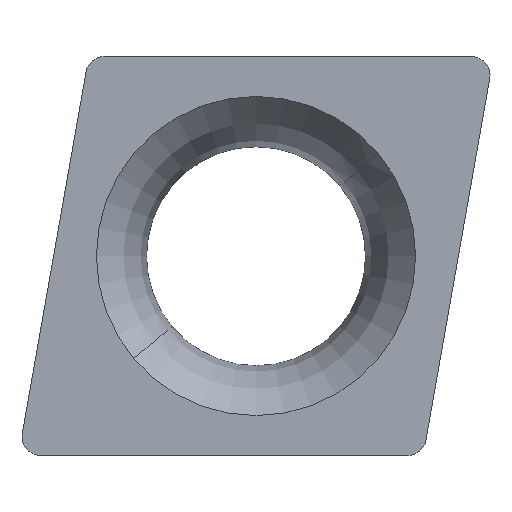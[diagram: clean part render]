
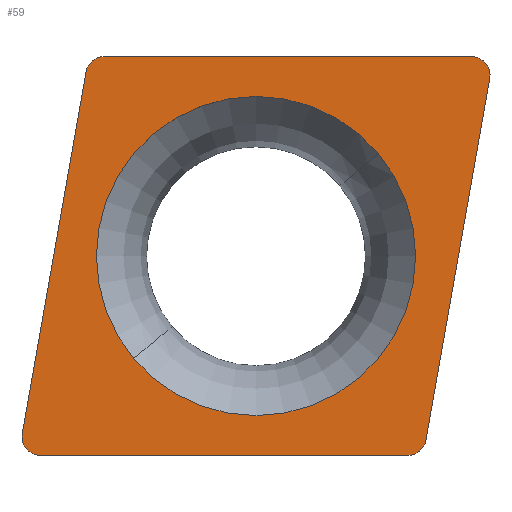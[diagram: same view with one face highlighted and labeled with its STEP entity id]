
A CAD part, top view. The second image highlights one B-rep face of the part: STEP entity #59.
In plain terms, the highlighted planar face has unit normal (0, 0, 1).
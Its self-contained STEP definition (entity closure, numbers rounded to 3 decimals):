
#59=ADVANCED_FACE('',(#81,#82),#75,.T.);
#75=PLANE('',#426);
#81=FACE_BOUND('',#85,.T.);
#82=FACE_BOUND('',#86,.T.);
#85=EDGE_LOOP('',(#103,#104,#105,#106,#107,#108,#109,#110,#111,#112));
#86=EDGE_LOOP('',(#113,#114));
#103=ORIENTED_EDGE('',*,*,#209,.T.);
#104=ORIENTED_EDGE('',*,*,#210,.T.);
#105=ORIENTED_EDGE('',*,*,#211,.T.);
#106=ORIENTED_EDGE('',*,*,#212,.T.);
#107=ORIENTED_EDGE('',*,*,#213,.T.);
#108=ORIENTED_EDGE('',*,*,#214,.T.);
#109=ORIENTED_EDGE('',*,*,#215,.T.);
#110=ORIENTED_EDGE('',*,*,#216,.T.);
#111=ORIENTED_EDGE('',*,*,#217,.T.);
#112=ORIENTED_EDGE('',*,*,#218,.T.);
#113=ORIENTED_EDGE('',*,*,#219,.T.);
#114=ORIENTED_EDGE('',*,*,#220,.T.);
#183=VERTEX_POINT('',#579);
#184=VERTEX_POINT('',#580);
#185=VERTEX_POINT('',#582);
#186=VERTEX_POINT('',#584);
#187=VERTEX_POINT('',#586);
#188=VERTEX_POINT('',#588);
#189=VERTEX_POINT('',#590);
#190=VERTEX_POINT('',#592);
#191=VERTEX_POINT('',#594);
#192=VERTEX_POINT('',#596);
#193=VERTEX_POINT('',#599);
#194=VERTEX_POINT('',#600);
#209=EDGE_CURVE('',#183,#184,#255,.T.);
#210=EDGE_CURVE('',#184,#185,#311,.T.);
#211=EDGE_CURVE('',#185,#186,#256,.T.);
#212=EDGE_CURVE('',#186,#187,#257,.T.);
#213=EDGE_CURVE('',#187,#188,#312,.T.);
#214=EDGE_CURVE('',#188,#189,#258,.T.);
#215=EDGE_CURVE('',#189,#190,#313,.T.);
#216=EDGE_CURVE('',#190,#191,#259,.T.);
#217=EDGE_CURVE('',#191,#192,#260,.T.);
#218=EDGE_CURVE('',#192,#183,#314,.T.);
#219=EDGE_CURVE('',#193,#194,#261,.T.);
#220=EDGE_CURVE('',#194,#193,#262,.T.);
#255=CIRCLE('',#418,0.2);
#256=CIRCLE('',#419,0.2);
#257=CIRCLE('',#420,0.2);
#258=CIRCLE('',#421,0.2);
#259=CIRCLE('',#422,0.2);
#260=CIRCLE('',#423,0.2);
#261=CIRCLE('',#424,1.75);
#262=CIRCLE('',#425,1.75);
#311=LINE('',#581,#339);
#312=LINE('',#587,#340);
#313=LINE('',#591,#341);
#314=LINE('',#597,#342);
#339=VECTOR('',#476,1.);
#340=VECTOR('',#481,1.);
#341=VECTOR('',#484,1.);
#342=VECTOR('',#489,1.);
#418=AXIS2_PLACEMENT_3D('',#578,#474,#475);
#419=AXIS2_PLACEMENT_3D('',#583,#477,#478);
#420=AXIS2_PLACEMENT_3D('',#585,#479,#480);
#421=AXIS2_PLACEMENT_3D('',#589,#482,#483);
#422=AXIS2_PLACEMENT_3D('',#593,#485,#486);
#423=AXIS2_PLACEMENT_3D('',#595,#487,#488);
#424=AXIS2_PLACEMENT_3D('',#598,#490,#491);
#425=AXIS2_PLACEMENT_3D('',#601,#492,#493);
#426=AXIS2_PLACEMENT_3D('',#602,#494,#495);
#474=DIRECTION('',(0.,0.,1.));
#475=DIRECTION('',(0.985,-0.174,0.));
#476=DIRECTION('',(-1.,0.,0.));
#477=DIRECTION('',(0.,0.,1.));
#478=DIRECTION('',(0.,1.,0.));
#479=DIRECTION('',(0.,0.,1.));
#480=DIRECTION('',(-0.643,0.766,0.));
#481=DIRECTION('',(-0.174,-0.985,0.));
#482=DIRECTION('',(0.,0.,1.));
#483=DIRECTION('',(-0.985,0.174,0.));
#484=DIRECTION('',(1.,0.,0.));
#485=DIRECTION('',(0.,0.,1.));
#486=DIRECTION('',(0.,-1.,0.));
#487=DIRECTION('',(0.,0.,1.));
#488=DIRECTION('',(0.643,-0.766,0.));
#489=DIRECTION('',(0.174,0.985,0.));
#490=DIRECTION('',(0.,0.,-1.));
#491=DIRECTION('',(0.766,0.643,0.));
#492=DIRECTION('',(0.,0.,-1.));
#493=DIRECTION('',(-0.766,-0.643,0.));
#494=DIRECTION('',(0.,0.,1.));
#495=DIRECTION('',(0.643,-0.766,0.));
#578=CARTESIAN_POINT('',(2.366,1.985,0.));
#579=CARTESIAN_POINT('',(2.563,1.95,0.));
#580=CARTESIAN_POINT('',(2.366,2.185,0.));
#581=CARTESIAN_POINT('',(2.366,2.185,0.));
#582=CARTESIAN_POINT('',(-1.666,2.185,0.));
#583=CARTESIAN_POINT('',(-1.666,1.985,0.));
#584=CARTESIAN_POINT('',(-1.794,2.138,0.));
#585=CARTESIAN_POINT('',(-1.666,1.985,0.));
#586=CARTESIAN_POINT('',(-1.863,2.02,0.));
#587=CARTESIAN_POINT('',(-1.863,2.02,0.));
#588=CARTESIAN_POINT('',(-2.563,-1.95,0.));
#589=CARTESIAN_POINT('',(-2.366,-1.985,0.));
#590=CARTESIAN_POINT('',(-2.366,-2.185,0.));
#591=CARTESIAN_POINT('',(-2.366,-2.185,0.));
#592=CARTESIAN_POINT('',(1.666,-2.185,0.));
#593=CARTESIAN_POINT('',(1.666,-1.985,0.));
#594=CARTESIAN_POINT('',(1.794,-2.138,0.));
#595=CARTESIAN_POINT('',(1.666,-1.985,0.));
#596=CARTESIAN_POINT('',(1.863,-2.02,0.));
#597=CARTESIAN_POINT('',(1.863,-2.02,0.));
#598=CARTESIAN_POINT('',(0.,0.,0.));
#599=CARTESIAN_POINT('',(1.341,1.125,0.));
#600=CARTESIAN_POINT('',(-1.341,-1.125,0.));
#601=CARTESIAN_POINT('',(0.,0.,0.));
#602=CARTESIAN_POINT('',(0.,0.,0.));
